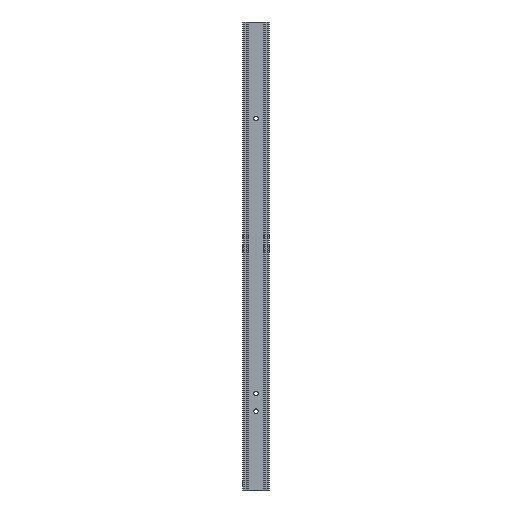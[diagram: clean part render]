
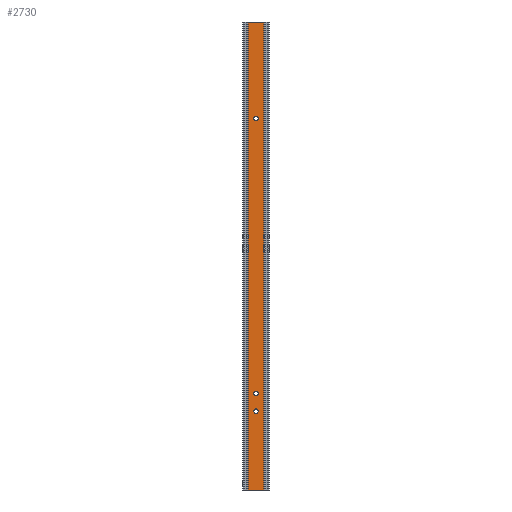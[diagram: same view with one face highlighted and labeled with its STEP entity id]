
A CAD part, left-side view. The second image highlights one B-rep face of the part: STEP entity #2730.
In plain terms, the highlighted planar face has unit normal (-1, 0, 0).
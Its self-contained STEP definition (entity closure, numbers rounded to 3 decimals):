
#6 = CARTESIAN_POINT ( 'NONE',  ( -7., 0., 213.25 ) ) ;
#184 = AXIS2_PLACEMENT_3D ( 'NONE', #467, #6090, #4350 ) ;
#239 = CARTESIAN_POINT ( 'NONE',  ( -7., 0., 210.75 ) ) ;
#300 = CARTESIAN_POINT ( 'NONE',  ( -7., -4.4, 267. ) ) ;
#324 = ORIENTED_EDGE ( 'NONE', *, *, #2867, .F. ) ;
#414 = CARTESIAN_POINT ( 'NONE',  ( -7., -4.5, 267. ) ) ;
#463 = CARTESIAN_POINT ( 'NONE',  ( -7., 0., 212. ) ) ;
#467 = CARTESIAN_POINT ( 'NONE',  ( -7., 0., 55. ) ) ;
#702 = EDGE_CURVE ( 'NONE', #6191, #1765, #2184, .T. ) ;
#752 = VERTEX_POINT ( 'NONE', #5996 ) ;
#868 = DIRECTION ( 'NONE',  ( 0., 0., -1. ) ) ;
#871 = PLANE ( 'NONE',  #2830 ) ;
#905 = ORIENTED_EDGE ( 'NONE', *, *, #702, .F. ) ;
#1007 = VECTOR ( 'NONE', #2133, 1000. ) ;
#1049 = EDGE_CURVE ( 'NONE', #6508, #4888, #6829, .T. ) ;
#1063 = CARTESIAN_POINT ( 'NONE',  ( -7., 0., 53.75 ) ) ;
#1146 = DIRECTION ( 'NONE',  ( 0., 1., 0. ) ) ;
#1415 = VERTEX_POINT ( 'NONE', #1944 ) ;
#1456 = EDGE_CURVE ( 'NONE', #4888, #6508, #6476, .T. ) ;
#1585 = LINE ( 'NONE', #3822, #2505 ) ;
#1600 = DIRECTION ( 'NONE',  ( -1., 0., 0. ) ) ;
#1618 = VERTEX_POINT ( 'NONE', #2954 ) ;
#1660 = CIRCLE ( 'NONE', #6680, 1.25 ) ;
#1765 = VERTEX_POINT ( 'NONE', #239 ) ;
#1801 = EDGE_CURVE ( 'NONE', #3639, #6816, #1966, .T. ) ;
#1878 = ORIENTED_EDGE ( 'NONE', *, *, #1801, .T. ) ;
#1944 = CARTESIAN_POINT ( 'NONE',  ( -7., -4.4, 267. ) ) ;
#1954 = DIRECTION ( 'NONE',  ( 0., 0., 1. ) ) ;
#1966 = LINE ( 'NONE', #6417, #5561 ) ;
#2033 = AXIS2_PLACEMENT_3D ( 'NONE', #2522, #4683, #6938 ) ;
#2133 = DIRECTION ( 'NONE',  ( 0., 1., 0. ) ) ;
#2139 = EDGE_CURVE ( 'NONE', #1415, #3639, #4262, .T. ) ;
#2184 = CIRCLE ( 'NONE', #4181, 1.25 ) ;
#2271 = EDGE_LOOP ( 'NONE', ( #7048, #3946 ) ) ;
#2291 = ORIENTED_EDGE ( 'NONE', *, *, #7097, .F. ) ;
#2334 = CARTESIAN_POINT ( 'NONE',  ( -7., 4.4, 267. ) ) ;
#2356 = ORIENTED_EDGE ( 'NONE', *, *, #2139, .T. ) ;
#2439 = DIRECTION ( 'NONE',  ( -1., 0., 0. ) ) ;
#2505 = VECTOR ( 'NONE', #1146, 1000. ) ;
#2522 = CARTESIAN_POINT ( 'NONE',  ( -7., 0., 45. ) ) ;
#2729 = CIRCLE ( 'NONE', #2033, 1.25 ) ;
#2730 = ADVANCED_FACE ( 'NONE', ( #3135, #6353, #4783, #4271 ), #871, .F. ) ;
#2830 = AXIS2_PLACEMENT_3D ( 'NONE', #6933, #7071, #3099 ) ;
#2867 = EDGE_CURVE ( 'NONE', #1618, #4672, #1660, .T. ) ;
#2954 = CARTESIAN_POINT ( 'NONE',  ( -7., 0., 46.25 ) ) ;
#3032 = CIRCLE ( 'NONE', #7098, 1.25 ) ;
#3099 = DIRECTION ( 'NONE',  ( 0., 1., 0. ) ) ;
#3135 = FACE_BOUND ( 'NONE', #2271, .T. ) ;
#3184 = DIRECTION ( 'NONE',  ( -1., 0., 0. ) ) ;
#3375 = DIRECTION ( 'NONE',  ( 0., 0., 1. ) ) ;
#3440 = VECTOR ( 'NONE', #1954, 1000. ) ;
#3639 = VERTEX_POINT ( 'NONE', #2334 ) ;
#3792 = EDGE_LOOP ( 'NONE', ( #2356, #1878, #6085, #5622 ) ) ;
#3822 = CARTESIAN_POINT ( 'NONE',  ( -7., -4.5, 0. ) ) ;
#3946 = ORIENTED_EDGE ( 'NONE', *, *, #1049, .F. ) ;
#4009 = EDGE_LOOP ( 'NONE', ( #905, #2291 ) ) ;
#4100 = EDGE_CURVE ( 'NONE', #752, #1415, #6949, .T. ) ;
#4181 = AXIS2_PLACEMENT_3D ( 'NONE', #6576, #3184, #4763 ) ;
#4262 = LINE ( 'NONE', #414, #1007 ) ;
#4271 = FACE_OUTER_BOUND ( 'NONE', #3792, .T. ) ;
#4342 = ORIENTED_EDGE ( 'NONE', *, *, #5392, .F. ) ;
#4350 = DIRECTION ( 'NONE',  ( 0., 0., 1. ) ) ;
#4452 = CARTESIAN_POINT ( 'NONE',  ( -7., 0., 43.75 ) ) ;
#4672 = VERTEX_POINT ( 'NONE', #4452 ) ;
#4673 = CARTESIAN_POINT ( 'NONE',  ( -7., 0., 55. ) ) ;
#4683 = DIRECTION ( 'NONE',  ( -1., 0., 0. ) ) ;
#4763 = DIRECTION ( 'NONE',  ( 0., 0., 1. ) ) ;
#4783 = FACE_BOUND ( 'NONE', #7208, .T. ) ;
#4888 = VERTEX_POINT ( 'NONE', #5407 ) ;
#5297 = EDGE_CURVE ( 'NONE', #752, #6816, #1585, .T. ) ;
#5392 = EDGE_CURVE ( 'NONE', #4672, #1618, #2729, .T. ) ;
#5407 = CARTESIAN_POINT ( 'NONE',  ( -7., 0., 56.25 ) ) ;
#5561 = VECTOR ( 'NONE', #868, 1000. ) ;
#5581 = CARTESIAN_POINT ( 'NONE',  ( -7., 0., 45. ) ) ;
#5622 = ORIENTED_EDGE ( 'NONE', *, *, #4100, .T. ) ;
#5638 = CARTESIAN_POINT ( 'NONE',  ( -7., 4.4, 0. ) ) ;
#5996 = CARTESIAN_POINT ( 'NONE',  ( -7., -4.4, 0. ) ) ;
#6085 = ORIENTED_EDGE ( 'NONE', *, *, #5297, .F. ) ;
#6090 = DIRECTION ( 'NONE',  ( -1., 0., 0. ) ) ;
#6191 = VERTEX_POINT ( 'NONE', #6 ) ;
#6353 = FACE_BOUND ( 'NONE', #4009, .T. ) ;
#6417 = CARTESIAN_POINT ( 'NONE',  ( -7., 4.4, 0. ) ) ;
#6476 = CIRCLE ( 'NONE', #184, 1.25 ) ;
#6508 = VERTEX_POINT ( 'NONE', #1063 ) ;
#6562 = DIRECTION ( 'NONE',  ( 0., 0., 1. ) ) ;
#6576 = CARTESIAN_POINT ( 'NONE',  ( -7., 0., 212. ) ) ;
#6680 = AXIS2_PLACEMENT_3D ( 'NONE', #5581, #6741, #3375 ) ;
#6741 = DIRECTION ( 'NONE',  ( -1., 0., 0. ) ) ;
#6816 = VERTEX_POINT ( 'NONE', #5638 ) ;
#6820 = DIRECTION ( 'NONE',  ( 0., 0., 1. ) ) ;
#6829 = CIRCLE ( 'NONE', #7054, 1.25 ) ;
#6933 = CARTESIAN_POINT ( 'NONE',  ( -7., -4.5, 0. ) ) ;
#6938 = DIRECTION ( 'NONE',  ( 0., 0., 1. ) ) ;
#6949 = LINE ( 'NONE', #300, #3440 ) ;
#7048 = ORIENTED_EDGE ( 'NONE', *, *, #1456, .F. ) ;
#7054 = AXIS2_PLACEMENT_3D ( 'NONE', #4673, #2439, #6820 ) ;
#7071 = DIRECTION ( 'NONE',  ( 1., 0., 0. ) ) ;
#7097 = EDGE_CURVE ( 'NONE', #1765, #6191, #3032, .T. ) ;
#7098 = AXIS2_PLACEMENT_3D ( 'NONE', #463, #1600, #6562 ) ;
#7208 = EDGE_LOOP ( 'NONE', ( #324, #4342 ) ) ;
